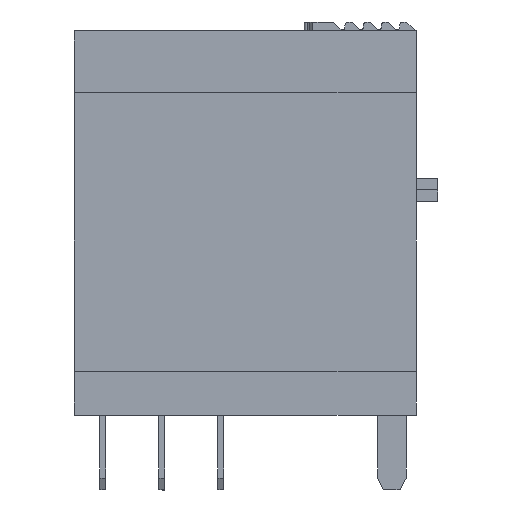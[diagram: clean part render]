
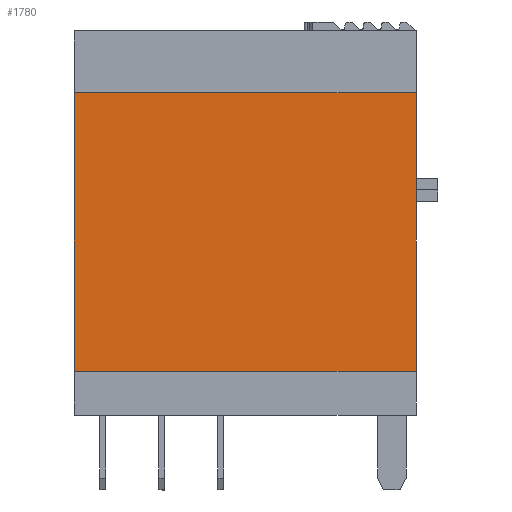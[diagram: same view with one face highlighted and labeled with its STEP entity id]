
A CAD part, left-side view. The second image highlights one B-rep face of the part: STEP entity #1780.
In plain terms, the highlighted planar face has unit normal (-1, 0, 0).
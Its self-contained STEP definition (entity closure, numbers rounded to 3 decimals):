
#1760=AXIS2_PLACEMENT_3D('Plane Axis2P3D',#1757,#1758,#1759) ;
#1663=CARTESIAN_POINT('Vertex',(0.,1.8,10.)) ;
#1666=CARTESIAN_POINT('Line Origine',(0.,16.2,10.)) ;
#1670=CARTESIAN_POINT('Vertex',(0.,30.6,10.)) ;
#1741=CARTESIAN_POINT('Vertex',(0.,30.6,33.5)) ;
#1744=CARTESIAN_POINT('Line Origine',(0.,30.6,21.75)) ;
#1757=CARTESIAN_POINT('Axis2P3D Location',(0.,30.6,33.7)) ;
#1762=CARTESIAN_POINT('Line Origine',(0.,16.2,33.5)) ;
#1766=CARTESIAN_POINT('Vertex',(0.,1.8,33.5)) ;
#1769=CARTESIAN_POINT('Line Origine',(0.,1.8,21.75)) ;
#1667=DIRECTION('Vector Direction',(0.,1.,0.)) ;
#1745=DIRECTION('Vector Direction',(0.,0.,-1.)) ;
#1758=DIRECTION('Axis2P3D Direction',(1.,0.,0.)) ;
#1759=DIRECTION('Axis2P3D XDirection',(0.,1.,0.)) ;
#1763=DIRECTION('Vector Direction',(0.,1.,0.)) ;
#1770=DIRECTION('Vector Direction',(0.,0.,-1.)) ;
#1668=VECTOR('Line Direction',#1667,1.) ;
#1746=VECTOR('Line Direction',#1745,1.) ;
#1764=VECTOR('Line Direction',#1763,1.) ;
#1771=VECTOR('Line Direction',#1770,1.) ;
#1775=ORIENTED_EDGE('',*,*,#1768,.T.) ;
#1776=ORIENTED_EDGE('',*,*,#1748,.T.) ;
#1777=ORIENTED_EDGE('',*,*,#1672,.F.) ;
#1778=ORIENTED_EDGE('',*,*,#1773,.F.) ;
#1780=ADVANCED_FACE('RELAIS_MITTE',(#1779),#1761,.F.) ;
#1672=EDGE_CURVE('',#1664,#1671,#1669,.T.) ;
#1748=EDGE_CURVE('',#1742,#1671,#1747,.T.) ;
#1768=EDGE_CURVE('',#1767,#1742,#1765,.T.) ;
#1773=EDGE_CURVE('',#1767,#1664,#1772,.T.) ;
#1774=EDGE_LOOP('',(#1775,#1776,#1777,#1778)) ;
#1779=FACE_OUTER_BOUND('',#1774,.T.) ;
#1669=LINE('Line',#1666,#1668) ;
#1747=LINE('Line',#1744,#1746) ;
#1765=LINE('Line',#1762,#1764) ;
#1772=LINE('Line',#1769,#1771) ;
#1761=PLANE('',#1760) ;
#1664=VERTEX_POINT('',#1663) ;
#1671=VERTEX_POINT('',#1670) ;
#1742=VERTEX_POINT('',#1741) ;
#1767=VERTEX_POINT('',#1766) ;
